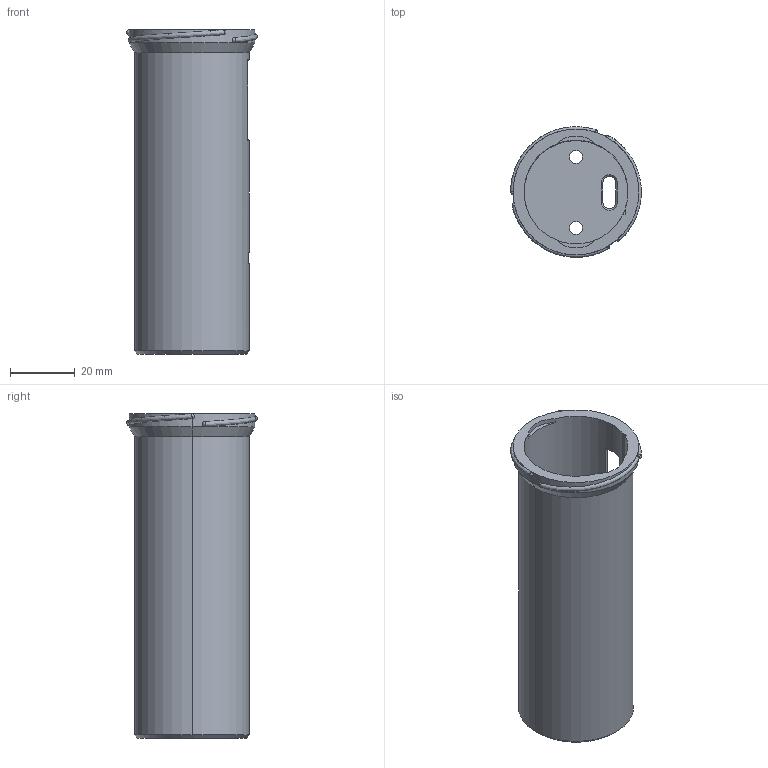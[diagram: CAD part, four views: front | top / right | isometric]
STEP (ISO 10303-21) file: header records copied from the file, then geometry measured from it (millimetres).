
FILE_DESCRIPTION (( 'STEP AP214' ), '1' );
FILE_NAME ('Main_Body_Cover.STEP', '2024-07-08T07:35:30', ( '' ), ( '' ), 'SwSTEP 2.0', 'SolidWorks 2022', '' );
FILE_SCHEMA (( 'AUTOMOTIVE_DESIGN' ));
Length unit declared in the file: millimetre
Products named in the file (1): Main_Body_Cover
Bounding box: 40.5 x 40.5 x 100.5 mm (x, y, z)
Volume: 19904.9 mm3; surface area: 23248 mm2
Topology: 1 solids, 1 shells, 62 faces, 188 edges, 119 vertices
Faces by surface type: plane 22, cylinder 15, cone 13, sphere 9, bspline 3
Entity records: 2423 total; most frequent: CARTESIAN_POINT 802, ORIENTED_EDGE 346, DIRECTION 331, EDGE_CURVE 173, AXIS2_PLACEMENT_3D 132, VERTEX_POINT 110, CIRCLE 72, EDGE_LOOP 69
